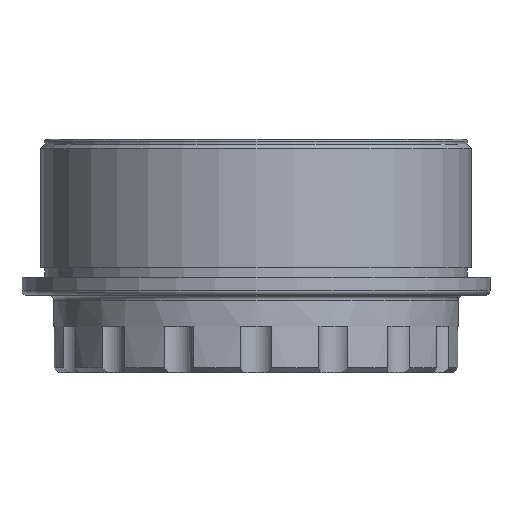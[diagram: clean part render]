
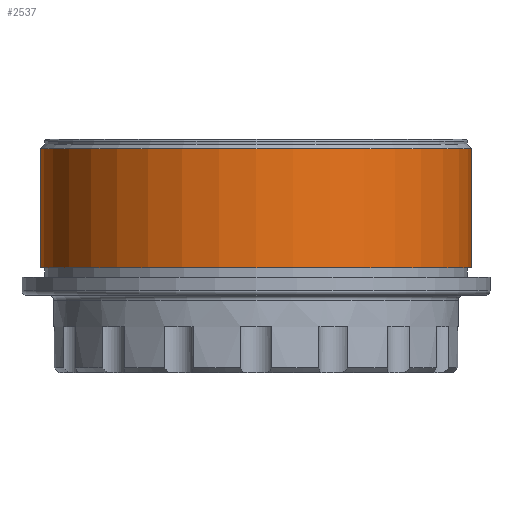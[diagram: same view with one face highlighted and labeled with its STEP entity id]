
A CAD part, front view. The second image highlights one B-rep face of the part: STEP entity #2537.
In plain terms, the highlighted cylindrical face has radius 23.5 mm (diameter 47 mm), a partial arc.
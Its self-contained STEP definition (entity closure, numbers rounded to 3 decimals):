
#8 = CARTESIAN_POINT ( 'NONE',  ( -23.5, 0., -14. ) ) ;
#24 = CIRCLE ( 'NONE', #1955, 23.5 ) ;
#50 = CARTESIAN_POINT ( 'NONE',  ( 0., 0., 0. ) ) ;
#161 = DIRECTION ( 'NONE',  ( 0., 0., 1. ) ) ;
#176 = CARTESIAN_POINT ( 'NONE',  ( -23.5, 0., -1. ) ) ;
#267 = CARTESIAN_POINT ( 'NONE',  ( 23.5, 0., -14. ) ) ;
#279 = DIRECTION ( 'NONE',  ( 0., 0., 1. ) ) ;
#445 = EDGE_CURVE ( 'NONE', #2047, #2717, #2737, .T. ) ;
#577 = LINE ( 'NONE', #1642, #2868 ) ;
#730 = ORIENTED_EDGE ( 'NONE', *, *, #1575, .T. ) ;
#820 = AXIS2_PLACEMENT_3D ( 'NONE', #2332, #997, #2553 ) ;
#828 = CARTESIAN_POINT ( 'NONE',  ( -23.5, 0., 0. ) ) ;
#976 = DIRECTION ( 'NONE',  ( 0., 0., 1. ) ) ;
#997 = DIRECTION ( 'NONE',  ( 0., 0., 1. ) ) ;
#1117 = DIRECTION ( 'NONE',  ( 0., 0., 1. ) ) ;
#1190 = VERTEX_POINT ( 'NONE', #2231 ) ;
#1365 = VERTEX_POINT ( 'NONE', #267 ) ;
#1411 = AXIS2_PLACEMENT_3D ( 'NONE', #50, #279, #2708 ) ;
#1449 = ORIENTED_EDGE ( 'NONE', *, *, #1536, .T. ) ;
#1500 = ORIENTED_EDGE ( 'NONE', *, *, #445, .F. ) ;
#1536 = EDGE_CURVE ( 'NONE', #1365, #1190, #577, .T. ) ;
#1575 = EDGE_CURVE ( 'NONE', #2047, #1365, #1696, .T. ) ;
#1605 = ORIENTED_EDGE ( 'NONE', *, *, #2823, .F. ) ;
#1642 = CARTESIAN_POINT ( 'NONE',  ( 23.5, 0., 0. ) ) ;
#1696 = CIRCLE ( 'NONE', #820, 23.5 ) ;
#1955 = AXIS2_PLACEMENT_3D ( 'NONE', #2452, #1117, #2675 ) ;
#2047 = VERTEX_POINT ( 'NONE', #8 ) ;
#2162 = FACE_OUTER_BOUND ( 'NONE', #2707, .T. ) ;
#2231 = CARTESIAN_POINT ( 'NONE',  ( 23.5, 0., -1. ) ) ;
#2332 = CARTESIAN_POINT ( 'NONE',  ( 0., 0., -14. ) ) ;
#2452 = CARTESIAN_POINT ( 'NONE',  ( 0., 0., -1. ) ) ;
#2537 = ADVANCED_FACE ( 'NONE', ( #2162 ), #2826, .T. ) ;
#2553 = DIRECTION ( 'NONE',  ( 1., 0., 0. ) ) ;
#2663 = VECTOR ( 'NONE', #161, 1000. ) ;
#2675 = DIRECTION ( 'NONE',  ( 1., 0., 0. ) ) ;
#2707 = EDGE_LOOP ( 'NONE', ( #1500, #730, #1449, #1605 ) ) ;
#2708 = DIRECTION ( 'NONE',  ( 1., 0., 0. ) ) ;
#2717 = VERTEX_POINT ( 'NONE', #176 ) ;
#2737 = LINE ( 'NONE', #828, #2663 ) ;
#2823 = EDGE_CURVE ( 'NONE', #2717, #1190, #24, .T. ) ;
#2826 = CYLINDRICAL_SURFACE ( 'NONE', #1411, 23.5 ) ;
#2868 = VECTOR ( 'NONE', #976, 1000. ) ;
